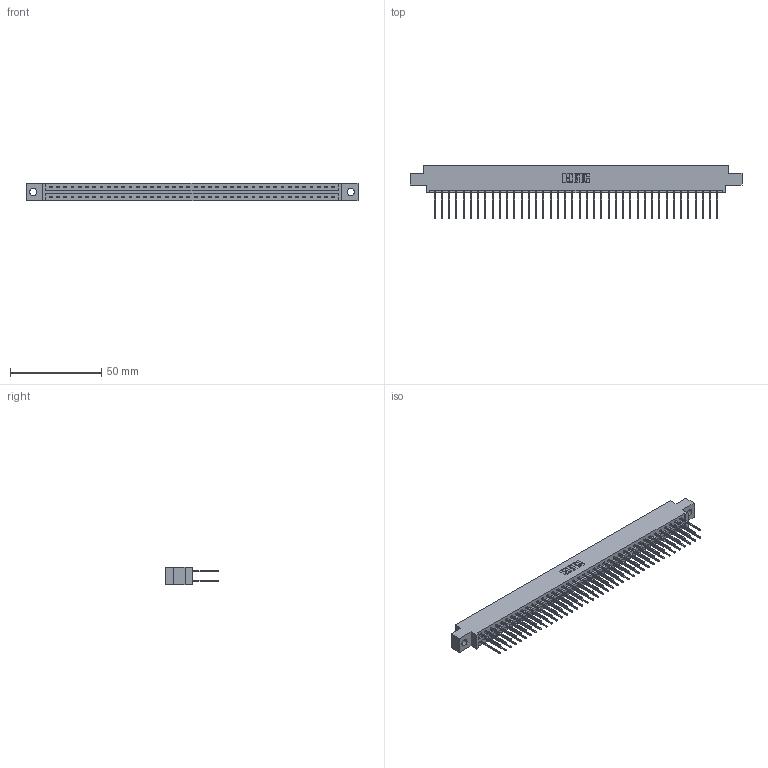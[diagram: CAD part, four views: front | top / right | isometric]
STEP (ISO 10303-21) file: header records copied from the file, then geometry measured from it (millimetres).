
FILE_DESCRIPTION (( 'STEP AP203' ), '1' );
FILE_NAME ('337-080-540-804.STEP', '2019-10-15T15:15:27', ( '' ), ( '' ), 'SwSTEP 2.0', 'SolidWorks 2016', '' );
FILE_SCHEMA (( 'CONFIG_CONTROL_DESIGN' ));
Length unit declared in the file: inch
Products named in the file (3): 345-292-001_345-293-140; 337 Part_0.170 Offset - 0.156 Dia-TH; 337-080-540-804
Assembly tree (81 placements, depth 2):
  337-080-540-804
    337 Part_0.170 Offset - 0.156 Dia-TH
    345-292-001_345-293-140  x80
Bounding box: 181.51 x 29.47 x 9.4 mm (x, y, z)
Volume: 19200.1 mm3; surface area: 23090.7 mm2
Topology: 81 solids, 81 shells, 4438 faces, 13203 edges, 8694 vertices
Faces by surface type: plane 3114, cylinder 1324
Entity records: 31425 total; most frequent: CARTESIAN_POINT 5298, ORIENTED_EDGE 5234, DIRECTION 4509, EDGE_CURVE 2617, LINE 2489, VECTOR 2489, VERTEX_POINT 1742, AXIS2_PLACEMENT_3D 1010
